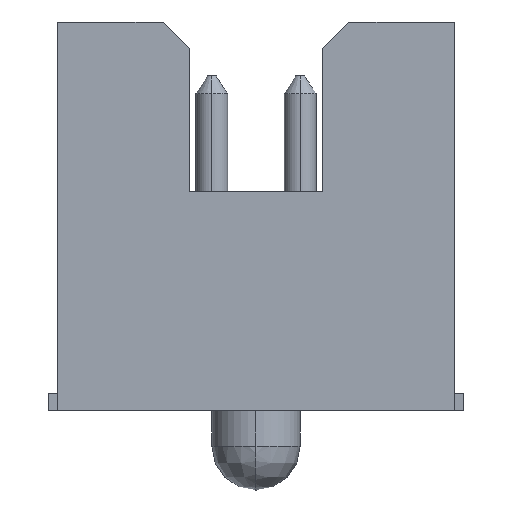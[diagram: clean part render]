
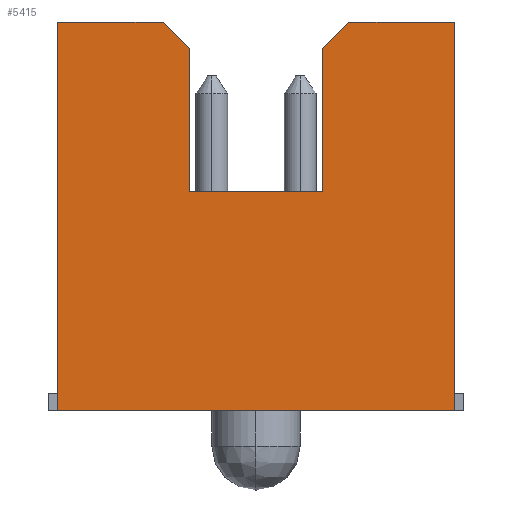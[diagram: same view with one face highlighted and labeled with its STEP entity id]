
A CAD part, left-side view. The second image highlights one B-rep face of the part: STEP entity #5415.
In plain terms, the highlighted planar face has unit normal (-1, 0, 0).
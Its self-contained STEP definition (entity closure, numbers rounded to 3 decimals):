
#4845=CARTESIAN_POINT('',(-4.763,-2.858,5.589));
#4846=VERTEX_POINT('',#4845);
#4853=CARTESIAN_POINT('',(-4.763,-2.858,0.001));
#4854=VERTEX_POINT('',#4853);
#4855=CARTESIAN_POINT('',(-4.763,-2.858,5.589));
#4856=DIRECTION('',(0.0,0.0,-1.0));
#4857=VECTOR('',#4856,5.588);
#4858=LINE('',#4855,#4857);
#4859=EDGE_CURVE('',#4846,#4854,#4858,.T.);
#4899=CARTESIAN_POINT('',(-4.763,2.857,5.589));
#4900=VERTEX_POINT('',#4899);
#4949=CARTESIAN_POINT('',(-4.763,2.858,0.001));
#4950=VERTEX_POINT('',#4949);
#4957=CARTESIAN_POINT('',(-4.763,2.857,0.001));
#4958=DIRECTION('',(0.0,0.0,1.0));
#4959=VECTOR('',#4958,5.588);
#4960=LINE('',#4957,#4959);
#4961=EDGE_CURVE('',#4950,#4900,#4960,.T.);
#5009=CARTESIAN_POINT('',(-4.763,-0.953,3.151));
#5010=VERTEX_POINT('',#5009);
#5011=CARTESIAN_POINT('',(-4.763,-0.953,5.208));
#5012=VERTEX_POINT('',#5011);
#5013=CARTESIAN_POINT('',(-4.763,-0.953,3.151));
#5014=DIRECTION('',(0.0,0.0,1.0));
#5015=VECTOR('',#5014,2.057);
#5016=LINE('',#5013,#5015);
#5017=EDGE_CURVE('',#5010,#5012,#5016,.T.);
#5057=CARTESIAN_POINT('',(-4.763,0.952,3.151));
#5058=VERTEX_POINT('',#5057);
#5065=CARTESIAN_POINT('',(-4.763,0.952,3.151));
#5066=DIRECTION('',(0.0,-1.0,0.0));
#5067=VECTOR('',#5066,1.905);
#5068=LINE('',#5065,#5067);
#5069=EDGE_CURVE('',#5058,#5010,#5068,.T.);
#5088=CARTESIAN_POINT('',(-4.763,0.952,5.208));
#5089=VERTEX_POINT('',#5088);
#5096=CARTESIAN_POINT('',(-4.763,0.952,5.208));
#5097=DIRECTION('',(0.0,0.0,-1.0));
#5098=VECTOR('',#5097,2.057);
#5099=LINE('',#5096,#5098);
#5100=EDGE_CURVE('',#5089,#5058,#5099,.T.);
#5160=CARTESIAN_POINT('',(-4.763,-1.334,5.589));
#5161=VERTEX_POINT('',#5160);
#5168=CARTESIAN_POINT('',(-4.763,-1.334,5.589));
#5169=DIRECTION('',(0.0,-1.0,0.0));
#5170=VECTOR('',#5169,1.524);
#5171=LINE('',#5168,#5170);
#5172=EDGE_CURVE('',#5161,#4846,#5171,.T.);
#5301=CARTESIAN_POINT('',(-4.763,1.334,5.589));
#5302=VERTEX_POINT('',#5301);
#5303=CARTESIAN_POINT('',(-4.763,2.857,5.589));
#5304=DIRECTION('',(0.0,-1.0,0.0));
#5305=VECTOR('',#5304,1.524);
#5306=LINE('',#5303,#5305);
#5307=EDGE_CURVE('',#4900,#5302,#5306,.T.);
#5378=CARTESIAN_POINT('',(-4.763,-2.858,0.001));
#5379=DIRECTION('',(0.0,1.0,0.0));
#5380=VECTOR('',#5379,5.715);
#5381=LINE('',#5378,#5380);
#5382=EDGE_CURVE('',#4854,#4950,#5381,.T.);
#5388=CARTESIAN_POINT('',(-4.763,-3.143,-0.278));
#5389=DIRECTION('',(1.0,0.0,0.0));
#5390=DIRECTION('',(0.0,1.0,0.0));
#5391=AXIS2_PLACEMENT_3D('',#5388,#5389,#5390);
#5392=PLANE('',#5391);
#5393=ORIENTED_EDGE('',*,*,#5100,.F.);
#5394=CARTESIAN_POINT('',(-4.763,0.952,5.208));
#5395=DIRECTION('',(0.0,0.707,0.707));
#5396=VECTOR('',#5395,0.539);
#5397=LINE('',#5394,#5396);
#5398=EDGE_CURVE('',#5089,#5302,#5397,.T.);
#5399=ORIENTED_EDGE('',*,*,#5398,.T.);
#5400=ORIENTED_EDGE('',*,*,#5307,.F.);
#5401=ORIENTED_EDGE('',*,*,#4961,.F.);
#5402=ORIENTED_EDGE('',*,*,#5382,.F.);
#5403=ORIENTED_EDGE('',*,*,#4859,.F.);
#5404=ORIENTED_EDGE('',*,*,#5172,.F.);
#5405=CARTESIAN_POINT('',(-4.763,-1.334,5.589));
#5406=DIRECTION('',(0.0,0.707,-0.707));
#5407=VECTOR('',#5406,0.539);
#5408=LINE('',#5405,#5407);
#5409=EDGE_CURVE('',#5161,#5012,#5408,.T.);
#5410=ORIENTED_EDGE('',*,*,#5409,.T.);
#5411=ORIENTED_EDGE('',*,*,#5017,.F.);
#5412=ORIENTED_EDGE('',*,*,#5069,.F.);
#5413=EDGE_LOOP('',(#5393,#5399,#5400,#5401,#5402,#5403,#5404,#5410,#5411,#5412));
#5414=FACE_OUTER_BOUND('',#5413,.T.);
#5415=ADVANCED_FACE('',(#5414),#5392,.F.);
